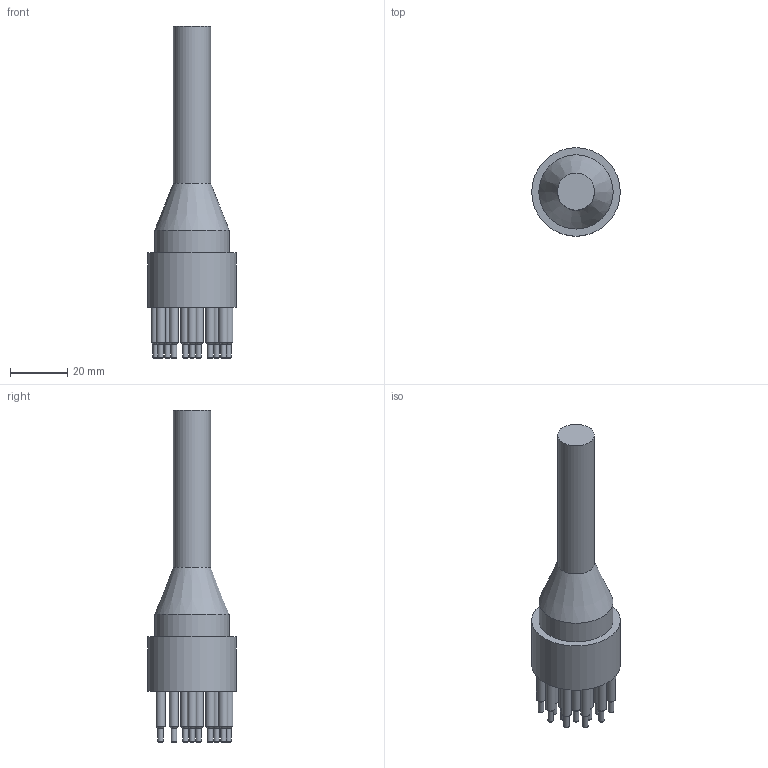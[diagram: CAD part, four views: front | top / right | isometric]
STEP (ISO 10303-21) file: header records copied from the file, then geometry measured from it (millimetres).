
FILE_DESCRIPTION(/* description */ (''),/* implementation_level */ '2;1');
FILE_NAME(/* name */ 'MCIL21M.stp',/* time_stamp */ '2014-11-26T09:30:13+01:00',/* author */ ('sh'),/* organization */ (''),/* preprocessor_version */ 'ST-DEVELOPER v15.2',/* originating_system */ 'Autodesk Inventor 2014',/* authorisation */ '');
FILE_SCHEMA (('AUTOMOTIVE_DESIGN { 1 0 10303 214 3 1 1 }'));
Length unit declared in the file: millimetre
Products named in the file (1): MCIL21M
Bounding box: 31 x 31 x 116.3 mm (x, y, z)
Volume: 33469 mm3; surface area: 10242.9 mm2
Topology: 1 solids, 1 shells, 654 faces, 1692 edges, 1107 vertices
Faces by surface type: plane 307, bspline 259, cylinder 45, cone 43
Full cylindrical faces by diameter (mm): 2 x21, 3.2 x21, 13 x1, 26 x1, 31 x1
Entity records: 21547 total; most frequent: CARTESIAN_POINT 7506, ORIENTED_EDGE 3204, DIRECTION 1987, EDGE_CURVE 1602, VERTEX_POINT 1105, LINE 973, VECTOR 973, EDGE_LOOP 809
